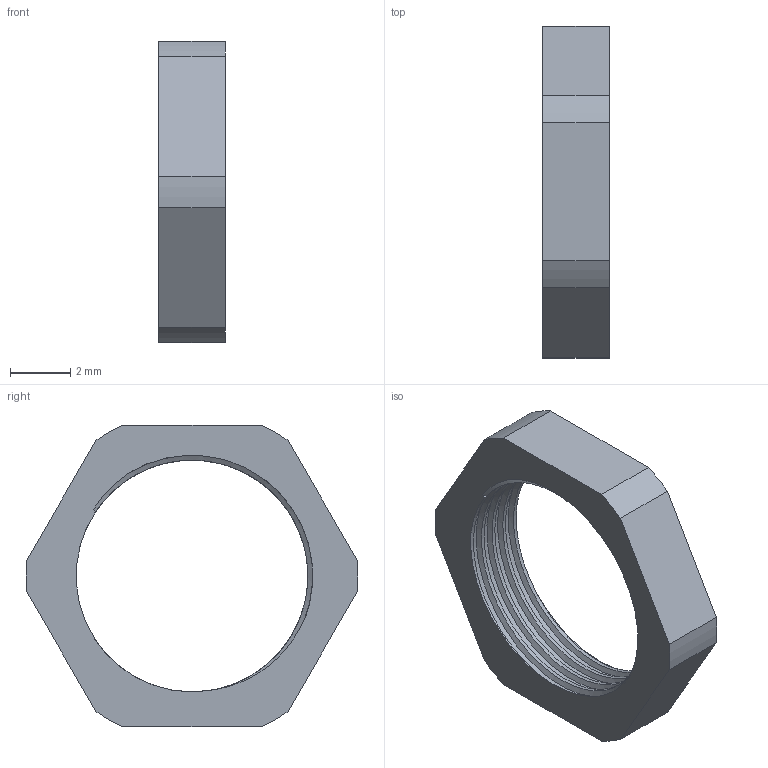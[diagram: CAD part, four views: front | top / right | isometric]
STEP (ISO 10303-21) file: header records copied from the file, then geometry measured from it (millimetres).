
FILE_DESCRIPTION(/* description */ (''),/* implementation_level */ '2;1');
FILE_NAME(/* name */ '01-0769-001.stp',/* time_stamp */ '2016-07-26T06:16:31+02:00',/* author */ (''),/* organization */ ('Franz Binder GmbH & Co.'),/* preprocessor_version */ 'ST-DEVELOPER v14',/* originating_system */ 'SIEMENS PLM Software NX 8.0',/* authorisation */ '');
FILE_SCHEMA (('AUTOMOTIVE_DESIGN { 1 0 10303 214 3 1 1 1 }'));
Length unit declared in the file: millimetre
Products named in the file (1): sgro14C43C10wm8m
Bounding box: 2.2 x 10.99 x 10 mm (x, y, z)
Volume: 82.2 mm3; surface area: 223.2 mm2
Topology: 1 solids, 1 shells, 19 faces, 51 edges, 34 vertices
Faces by surface type: plane 9, cylinder 8, bspline 2
Entity records: 1626 total; most frequent: CARTESIAN_POINT 1118, ORIENTED_EDGE 102, DIRECTION 94, EDGE_CURVE 51, VERTEX_POINT 34, AXIS2_PLACEMENT_3D 34, LINE 26, VECTOR 26
